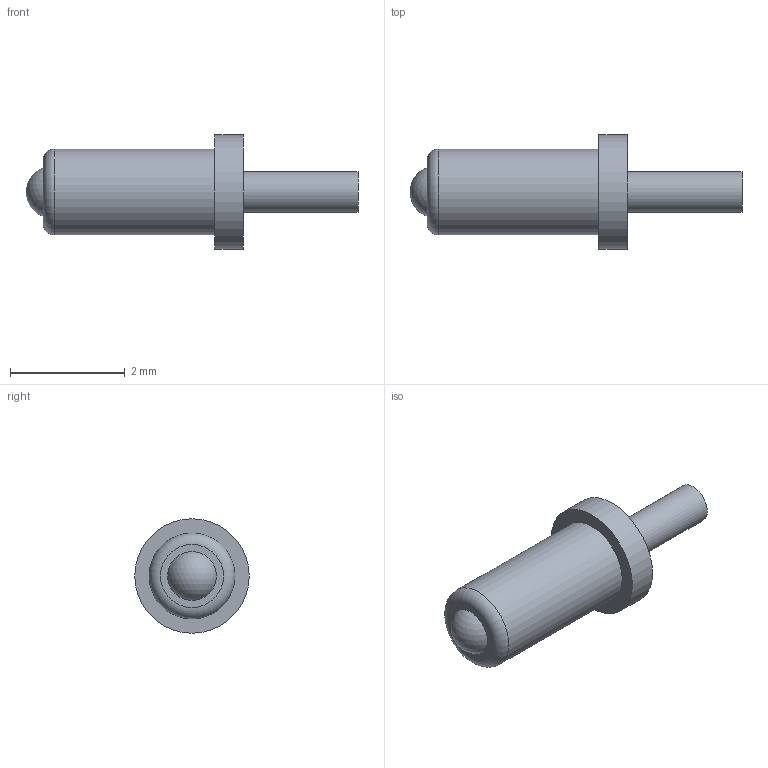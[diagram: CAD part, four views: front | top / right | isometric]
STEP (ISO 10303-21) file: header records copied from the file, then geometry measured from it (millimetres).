
FILE_DESCRIPTION(/* description */ (''),/* implementation_level */ '2;1');
FILE_NAME(/* name */ 'Pogo Pin.stp',/* time_stamp */ '2024-05-12T19:15:45-07:00',/* author */ ('User'),/* organization */ (''),/* preprocessor_version */ 'ST-DEVELOPER v18.1',/* originating_system */ 'Autodesk Inventor 2021',/* authorisation */ '');
FILE_SCHEMA (('AUTOMOTIVE_DESIGN { 1 0 10303 214 3 1 1 }'));
Length unit declared in the file: millimetre
Products named in the file (1): Pogo Pin
Bounding box: 5.8 x 2 x 2 mm (x, y, z)
Volume: 7.7 mm3; surface area: 27.8 mm2
Topology: 1 solids, 1 shells, 9 faces, 20 edges, 16 vertices
Faces by surface type: plane 4, cylinder 3, sphere 1, torus 1
Full cylindrical faces by diameter (mm): 0.7 x1, 1.5 x1, 2 x1
Entity records: 316 total; most frequent: DIRECTION 57, CARTESIAN_POINT 46, ORIENTED_EDGE 40, AXIS2_PLACEMENT_3D 27, EDGE_CURVE 20, CIRCLE 17, VERTEX_POINT 16, EDGE_LOOP 12
